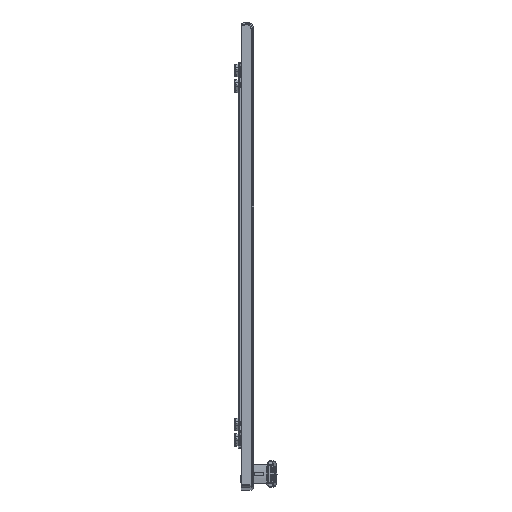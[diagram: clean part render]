
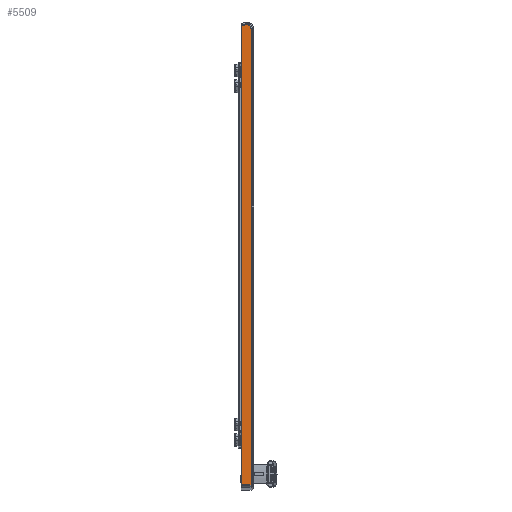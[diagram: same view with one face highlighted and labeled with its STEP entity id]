
A CAD part, top view. The second image highlights one B-rep face of the part: STEP entity #5509.
In plain terms, the highlighted planar face has unit normal (0, 0, 1).
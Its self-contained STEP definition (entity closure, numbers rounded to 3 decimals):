
#4782=CARTESIAN_POINT('Vertex',(-1.5,289.942,998.)) ;
#4785=CARTESIAN_POINT('Line Origine',(-1.5,2.621,998.)) ;
#4789=CARTESIAN_POINT('Vertex',(-1.5,-289.7,998.)) ;
#5035=CARTESIAN_POINT('Vertex',(-14.,-289.7,998.)) ;
#5038=CARTESIAN_POINT('Line Origine',(-14.,1.704,998.)) ;
#5042=CARTESIAN_POINT('Vertex',(-14.,293.108,998.)) ;
#5472=CARTESIAN_POINT('Vertex',(-7.794,294.771,998.)) ;
#5475=CARTESIAN_POINT('Axis2P3D Location',(-6.5,289.942,998.)) ;
#5487=CARTESIAN_POINT('Axis2P3D Location',(0.,0.,998.)) ;
#5492=CARTESIAN_POINT('Line Origine',(-10.897,293.94,998.)) ;
#5497=CARTESIAN_POINT('Line Origine',(-7.75,-289.7,998.)) ;
#4786=DIRECTION('Vector Direction',(0.,-1.,0.)) ;
#5039=DIRECTION('Vector Direction',(0.,1.,0.)) ;
#5476=DIRECTION('Axis2P3D Direction',(0.,0.,1.)) ;
#5488=DIRECTION('Axis2P3D Direction',(0.,-0.,1.)) ;
#5489=DIRECTION('Axis2P3D XDirection',(1.,0.,0.)) ;
#5493=DIRECTION('Vector Direction',(0.966,0.259,0.)) ;
#5498=DIRECTION('Vector Direction',(-1.,0.,0.)) ;
#5477=AXIS2_PLACEMENT_3D('Circle Axis2P3D',#5475,#5476,$) ;
#5490=AXIS2_PLACEMENT_3D('Plane Axis2P3D',#5487,#5488,#5489) ;
#5503=ORIENTED_EDGE('',*,*,#4791,.T.) ;
#5504=ORIENTED_EDGE('',*,*,#5479,.T.) ;
#5505=ORIENTED_EDGE('',*,*,#5496,.T.) ;
#5506=ORIENTED_EDGE('',*,*,#5044,.T.) ;
#5507=ORIENTED_EDGE('',*,*,#5501,.T.) ;
#4787=VECTOR('Line Direction',#4786,1.) ;
#5040=VECTOR('Line Direction',#5039,1.) ;
#5494=VECTOR('Line Direction',#5493,1.) ;
#5499=VECTOR('Line Direction',#5498,1.) ;
#5509=ADVANCED_FACE('Body.8',(#5508),#5491,.T.) ;
#5478=CIRCLE('generated circle',#5477,5.) ;
#4791=EDGE_CURVE('',#4790,#4783,#4788,.F.) ;
#5044=EDGE_CURVE('',#5043,#5036,#5041,.F.) ;
#5479=EDGE_CURVE('',#4783,#5473,#5478,.T.) ;
#5496=EDGE_CURVE('',#5473,#5043,#5495,.F.) ;
#5501=EDGE_CURVE('',#5036,#4790,#5500,.F.) ;
#5502=EDGE_LOOP('',(#5503,#5504,#5505,#5506,#5507)) ;
#5508=FACE_OUTER_BOUND('',#5502,.T.) ;
#4788=LINE('Line',#4785,#4787) ;
#5041=LINE('Line',#5038,#5040) ;
#5495=LINE('Line',#5492,#5494) ;
#5500=LINE('Line',#5497,#5499) ;
#5491=PLANE('',#5490) ;
#4783=VERTEX_POINT('',#4782) ;
#4790=VERTEX_POINT('',#4789) ;
#5036=VERTEX_POINT('',#5035) ;
#5043=VERTEX_POINT('',#5042) ;
#5473=VERTEX_POINT('',#5472) ;
